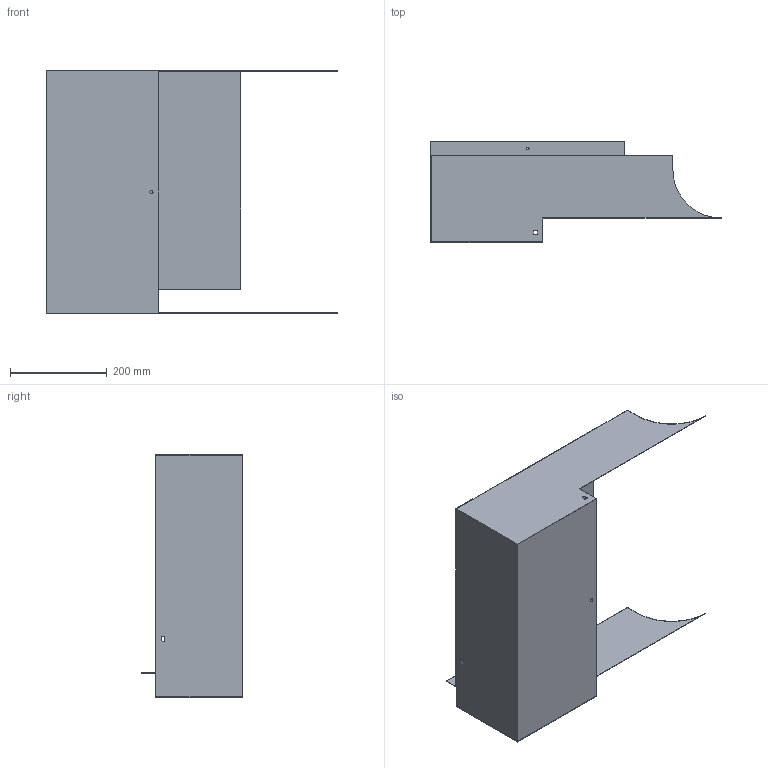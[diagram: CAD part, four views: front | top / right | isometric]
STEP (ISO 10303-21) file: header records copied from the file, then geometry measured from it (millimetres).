
FILE_DESCRIPTION (( 'STEP AP203' ), '1' );
FILE_NAME ('Óãîë âåðòèêàëüíûé âíåøíèéCSSD_37666.STEP', '2012-11-09T08:57:52', ( 'Àñååâ' ), ( '' ), 'SwSTEP 2.0', 'SolidWorks 2012', '' );
FILE_SCHEMA (( 'CONFIG_CONTROL_DESIGN' ));
Length unit declared in the file: millimetre
Products named in the file (1): 鱼铍 忮痱桕嚯 忭屮龛镃SSD_37666
Bounding box: 600 x 209 x 500 mm (x, y, z)
Volume: 552266.1 mm3; surface area: 1107949.5 mm2
Topology: 1 solids, 1 shells, 38 faces, 107 edges, 71 vertices
Faces by surface type: plane 27, cylinder 11
Full cylindrical faces by diameter (mm): 5 x1, 7 x2
Entity records: 1302 total; most frequent: CARTESIAN_POINT 212, ORIENTED_EDGE 206, DIRECTION 203, EDGE_CURVE 103, LINE 81, VECTOR 81, VERTEX_POINT 70, AXIS2_PLACEMENT_3D 61
